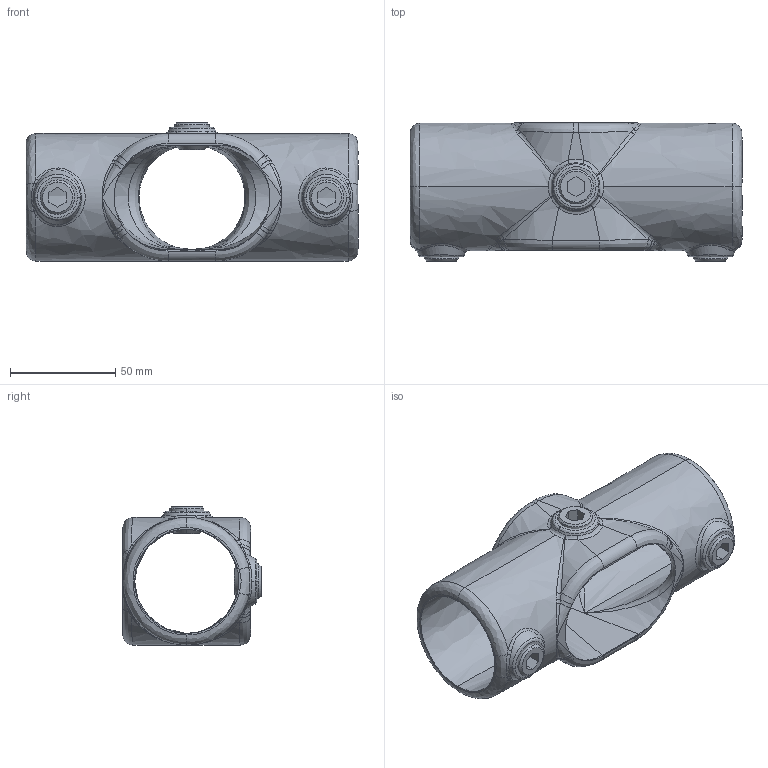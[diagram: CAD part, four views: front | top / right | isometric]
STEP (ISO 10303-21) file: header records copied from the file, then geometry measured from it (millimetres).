
FILE_DESCRIPTION (( 'STEP AP203' ), '1' );
FILE_NAME ('16156D.STEP', '2020-08-16T17:43:30', ( '' ), ( '' ), 'SwSTEP 2.0', 'SolidWorks 2018', '' );
FILE_SCHEMA (( 'CONFIG_CONTROL_DESIGN' ));
Length unit declared in the file: millimetre
Products named in the file (1): 16156D
Bounding box: 158 x 65.7 x 65.7 mm (x, y, z)
Volume: 139099.5 mm3; surface area: 56495.6 mm2
Topology: 4 solids, 4 shells, 186 faces, 470 edges, 260 vertices
Faces by surface type: bspline 186
Entity records: 19625 total; most frequent: CARTESIAN_POINT 16994, ORIENTED_EDGE 884, EDGE_CURVE 442, B_SPLINE_CURVE_WITH_KNOTS 315, VERTEX_POINT 260, EDGE_LOOP 200, ADVANCED_FACE 186, FACE_OUTER_BOUND 186
